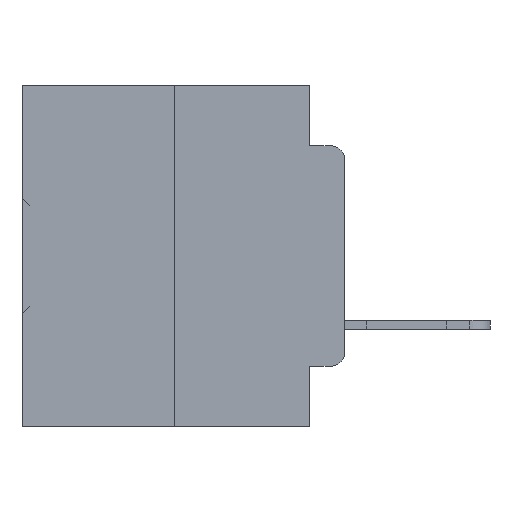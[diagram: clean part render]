
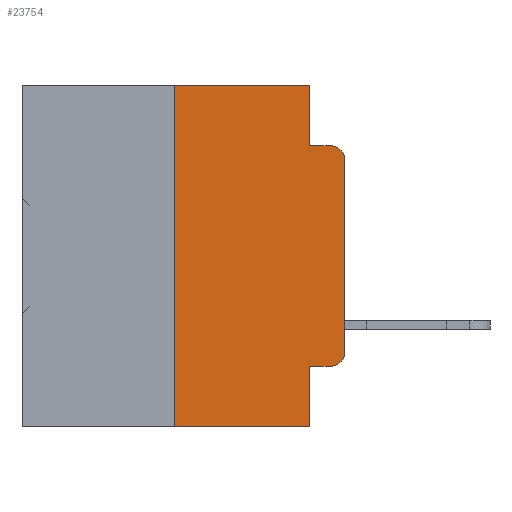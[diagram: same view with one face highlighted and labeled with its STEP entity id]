
A CAD part, left-side view. The second image highlights one B-rep face of the part: STEP entity #23754.
In plain terms, the highlighted planar face has unit normal (-1, 0, 0).
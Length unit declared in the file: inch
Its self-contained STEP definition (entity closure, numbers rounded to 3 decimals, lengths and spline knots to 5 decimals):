
#40 = CARTESIAN_POINT ( 'NONE',  ( 0., 0.25, 0. ) ) ;
#187 = CARTESIAN_POINT ( 'NONE',  ( 0., 0.051, -0.4115 ) ) ;
#220 = LINE ( 'NONE', #35972, #31192 ) ;
#222 = CARTESIAN_POINT ( 'NONE',  ( 0., 0.051, -0.0885 ) ) ;
#348 = DIRECTION ( 'NONE',  ( 0., -1., 0. ) ) ;
#484 = VERTEX_POINT ( 'NONE', #19443 ) ;
#2141 = CARTESIAN_POINT ( 'NONE',  ( 0., 0.02, -0.3915 ) ) ;
#2900 = CARTESIAN_POINT ( 'NONE',  ( 0., 0.051, 0. ) ) ;
#3029 = DIRECTION ( 'NONE',  ( 0., 0., -1. ) ) ;
#3474 = AXIS2_PLACEMENT_3D ( 'NONE', #9580, #15580, #35476 ) ;
#5314 = DIRECTION ( 'NONE',  ( 0., 0., -1. ) ) ;
#5365 = ORIENTED_EDGE ( 'NONE', *, *, #16770, .F. ) ;
#6677 = VECTOR ( 'NONE', #3029, 39.37008 ) ;
#7070 = VECTOR ( 'NONE', #36909, 39.37008 ) ;
#7186 = VECTOR ( 'NONE', #17688, 39.37008 ) ;
#7312 = ORIENTED_EDGE ( 'NONE', *, *, #8482, .T. ) ;
#8482 = EDGE_CURVE ( 'NONE', #33448, #16439, #36615, .T. ) ;
#8726 = EDGE_CURVE ( 'NONE', #19215, #16439, #23551, .T. ) ;
#9245 = CARTESIAN_POINT ( 'NONE',  ( 0., 0.051, -0.5 ) ) ;
#9580 = CARTESIAN_POINT ( 'NONE',  ( 0., 0.473, 0. ) ) ;
#10121 = CARTESIAN_POINT ( 'NONE',  ( 0., 0.25, -0.5 ) ) ;
#10361 = VERTEX_POINT ( 'NONE', #222 ) ;
#10494 = AXIS2_PLACEMENT_3D ( 'NONE', #2141, #23303, #5314 ) ;
#10602 = CARTESIAN_POINT ( 'NONE',  ( 0., 0.02, -0.0885 ) ) ;
#10622 = ORIENTED_EDGE ( 'NONE', *, *, #32211, .T. ) ;
#10853 = DIRECTION ( 'NONE',  ( -1., 0., 0. ) ) ;
#10948 = DIRECTION ( 'NONE',  ( 0., -1., 0. ) ) ;
#11287 = CARTESIAN_POINT ( 'NONE',  ( 0., 0.473, -0.5 ) ) ;
#12194 = CIRCLE ( 'NONE', #31331, 0.02 ) ;
#12531 = PLANE ( 'NONE',  #3474 ) ;
#13389 = ORIENTED_EDGE ( 'NONE', *, *, #28993, .F. ) ;
#14328 = CARTESIAN_POINT ( 'NONE',  ( 0., 0.02, -0.4115 ) ) ;
#14573 = VERTEX_POINT ( 'NONE', #24767 ) ;
#14742 = EDGE_CURVE ( 'NONE', #33448, #26875, #29797, .T. ) ;
#15065 = LINE ( 'NONE', #17240, #7070 ) ;
#15580 = DIRECTION ( 'NONE',  ( 1., 0., 0. ) ) ;
#16186 = DIRECTION ( 'NONE',  ( 0., 0., 1. ) ) ;
#16439 = VERTEX_POINT ( 'NONE', #9245 ) ;
#16770 = EDGE_CURVE ( 'NONE', #24843, #10361, #25224, .T. ) ;
#17202 = ORIENTED_EDGE ( 'NONE', *, *, #34632, .T. ) ;
#17240 = CARTESIAN_POINT ( 'NONE',  ( 0., 0.051, -0.0885 ) ) ;
#17365 = CARTESIAN_POINT ( 'NONE',  ( 0., 0.051, 0. ) ) ;
#17688 = DIRECTION ( 'NONE',  ( 0., 0., 1. ) ) ;
#17818 = CARTESIAN_POINT ( 'NONE',  ( 0., 0.25, 0. ) ) ;
#18278 = LINE ( 'NONE', #18910, #32644 ) ;
#18910 = CARTESIAN_POINT ( 'NONE',  ( 0., 0.473, 0. ) ) ;
#19215 = VERTEX_POINT ( 'NONE', #187 ) ;
#19443 = CARTESIAN_POINT ( 'NONE',  ( 0., 0., -0.1085 ) ) ;
#20403 = ORIENTED_EDGE ( 'NONE', *, *, #22743, .F. ) ;
#22304 = ORIENTED_EDGE ( 'NONE', *, *, #14742, .F. ) ;
#22743 = EDGE_CURVE ( 'NONE', #10361, #29578, #15065, .T. ) ;
#23303 = DIRECTION ( 'NONE',  ( -1., 0., 0. ) ) ;
#23551 = LINE ( 'NONE', #2900, #6677 ) ;
#23754 = ADVANCED_FACE ( 'NONE', ( #36340 ), #12531, .F. ) ;
#24767 = CARTESIAN_POINT ( 'NONE',  ( 0., 0., -0.3915 ) ) ;
#24843 = VERTEX_POINT ( 'NONE', #17365 ) ;
#25224 = LINE ( 'NONE', #31201, #31801 ) ;
#25856 = VECTOR ( 'NONE', #10948, 39.37008 ) ;
#26408 = ORIENTED_EDGE ( 'NONE', *, *, #28536, .T. ) ;
#26875 = VERTEX_POINT ( 'NONE', #40 ) ;
#27334 = EDGE_CURVE ( 'NONE', #30461, #14573, #37597, .T. ) ;
#27980 = DIRECTION ( 'NONE',  ( 0., -1., 0. ) ) ;
#28530 = CARTESIAN_POINT ( 'NONE',  ( 0., 0.02, -0.1085 ) ) ;
#28536 = EDGE_CURVE ( 'NONE', #484, #29578, #12194, .T. ) ;
#28993 = EDGE_CURVE ( 'NONE', #26875, #24843, #18278, .T. ) ;
#29444 = LINE ( 'NONE', #30658, #36504 ) ;
#29578 = VERTEX_POINT ( 'NONE', #10602 ) ;
#29797 = LINE ( 'NONE', #17818, #7186 ) ;
#30461 = VERTEX_POINT ( 'NONE', #14328 ) ;
#30658 = CARTESIAN_POINT ( 'NONE',  ( 0., 0., 0. ) ) ;
#31192 = VECTOR ( 'NONE', #27980, 39.37008 ) ;
#31201 = CARTESIAN_POINT ( 'NONE',  ( 0., 0.051, 0. ) ) ;
#31299 = DIRECTION ( 'NONE',  ( 0., 0., -1. ) ) ;
#31331 = AXIS2_PLACEMENT_3D ( 'NONE', #28530, #10853, #31299 ) ;
#31527 = DIRECTION ( 'NONE',  ( 0., 0., -1. ) ) ;
#31662 = ORIENTED_EDGE ( 'NONE', *, *, #8726, .F. ) ;
#31801 = VECTOR ( 'NONE', #31527, 39.37008 ) ;
#32211 = EDGE_CURVE ( 'NONE', #14573, #484, #29444, .T. ) ;
#32498 = ORIENTED_EDGE ( 'NONE', *, *, #27334, .T. ) ;
#32644 = VECTOR ( 'NONE', #348, 39.37008 ) ;
#33448 = VERTEX_POINT ( 'NONE', #10121 ) ;
#34632 = EDGE_CURVE ( 'NONE', #19215, #30461, #220, .T. ) ;
#35476 = DIRECTION ( 'NONE',  ( 0., 0., -1. ) ) ;
#35651 = EDGE_LOOP ( 'NONE', ( #10622, #26408, #20403, #5365, #13389, #22304, #7312, #31662, #17202, #32498 ) ) ;
#35972 = CARTESIAN_POINT ( 'NONE',  ( 0., 0.051, -0.4115 ) ) ;
#36340 = FACE_OUTER_BOUND ( 'NONE', #35651, .T. ) ;
#36504 = VECTOR ( 'NONE', #16186, 39.37008 ) ;
#36615 = LINE ( 'NONE', #11287, #25856 ) ;
#36909 = DIRECTION ( 'NONE',  ( 0., -1., 0. ) ) ;
#37597 = CIRCLE ( 'NONE', #10494, 0.02 ) ;
